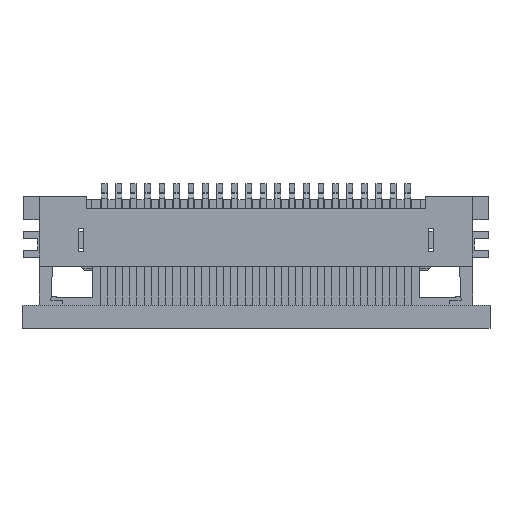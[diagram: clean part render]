
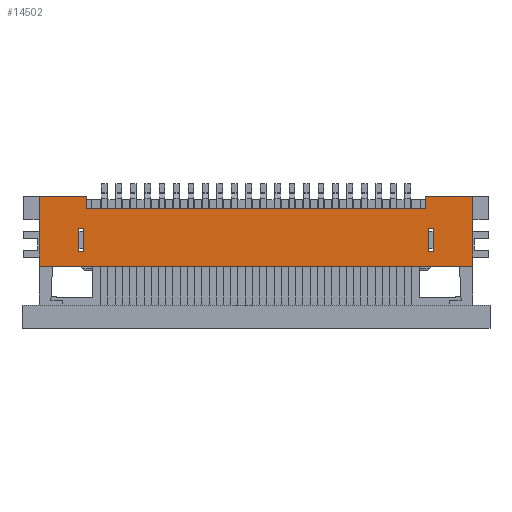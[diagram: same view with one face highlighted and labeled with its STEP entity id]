
A CAD part, top view. The second image highlights one B-rep face of the part: STEP entity #14502.
In plain terms, the highlighted planar face has unit normal (0, 0, 1).
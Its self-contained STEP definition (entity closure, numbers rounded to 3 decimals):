
#32 = VERTEX_POINT('',#33);
#33 = CARTESIAN_POINT('',(-5.87,-0.25,1.2));
#39 = EDGE_CURVE('',#32,#40,#42,.T.);
#40 = VERTEX_POINT('',#41);
#41 = CARTESIAN_POINT('',(-7.5,-0.25,1.2));
#42 = LINE('',#43,#44);
#43 = CARTESIAN_POINT('',(-5.87,-0.25,1.2));
#44 = VECTOR('',#45,1.);
#45 = DIRECTION('',(-1.,0.,0.));
#170 = VERTEX_POINT('',#171);
#171 = CARTESIAN_POINT('',(7.5,-0.25,1.2));
#177 = EDGE_CURVE('',#170,#178,#180,.T.);
#178 = VERTEX_POINT('',#179);
#179 = CARTESIAN_POINT('',(5.87,-0.25,1.2));
#180 = LINE('',#181,#182);
#181 = CARTESIAN_POINT('',(7.5,-0.25,1.2));
#182 = VECTOR('',#183,1.);
#183 = DIRECTION('',(-1.,0.,0.));
#1500 = VERTEX_POINT('',#1501);
#1501 = CARTESIAN_POINT('',(-6.15,-2.15,1.2));
#1507 = EDGE_CURVE('',#1500,#1508,#1510,.T.);
#1508 = VERTEX_POINT('',#1509);
#1509 = CARTESIAN_POINT('',(-6.15,-1.35,1.2));
#1510 = LINE('',#1511,#1512);
#1511 = CARTESIAN_POINT('',(-6.15,-2.15,1.2));
#1512 = VECTOR('',#1513,1.);
#1513 = DIRECTION('',(0.,1.,0.));
#1620 = VERTEX_POINT('',#1621);
#1621 = CARTESIAN_POINT('',(-5.97,-1.35,1.2));
#1627 = EDGE_CURVE('',#1620,#1628,#1630,.T.);
#1628 = VERTEX_POINT('',#1629);
#1629 = CARTESIAN_POINT('',(-5.97,-2.15,1.2));
#1630 = LINE('',#1631,#1632);
#1631 = CARTESIAN_POINT('',(-5.97,-1.35,1.2));
#1632 = VECTOR('',#1633,1.);
#1633 = DIRECTION('',(0.,-1.,0.));
#4118 = VERTEX_POINT('',#4119);
#4119 = CARTESIAN_POINT('',(5.87,-0.65,1.2));
#4125 = EDGE_CURVE('',#4126,#4118,#4128,.T.);
#4126 = VERTEX_POINT('',#4127);
#4127 = CARTESIAN_POINT('',(-5.87,-0.65,1.2));
#4128 = LINE('',#4129,#4130);
#4129 = CARTESIAN_POINT('',(-5.87,-0.65,1.2));
#4130 = VECTOR('',#4131,1.);
#4131 = DIRECTION('',(1.,0.,0.));
#5377 = VERTEX_POINT('',#5378);
#5378 = CARTESIAN_POINT('',(-7.5,-2.65,1.2));
#5384 = EDGE_CURVE('',#5385,#5377,#5387,.T.);
#5385 = VERTEX_POINT('',#5386);
#5386 = CARTESIAN_POINT('',(7.5,-2.65,1.2));
#5387 = LINE('',#5388,#5389);
#5388 = CARTESIAN_POINT('',(7.5,-2.65,1.2));
#5389 = VECTOR('',#5390,1.);
#5390 = DIRECTION('',(-1.,0.,0.));
#14484 = EDGE_CURVE('',#178,#4118,#14485,.T.);
#14485 = LINE('',#14486,#14487);
#14486 = CARTESIAN_POINT('',(5.87,-0.25,1.2));
#14487 = VECTOR('',#14488,1.);
#14488 = DIRECTION('',(0.,-1.,0.));
#14502 = ADVANCED_FACE('',(#14503,#14528,#14562),#14578,.T.);
#14503 = FACE_BOUND('',#14504,.F.);
#14504 = EDGE_LOOP('',(#14505,#14506,#14507,#14513,#14514,#14520,#14521,
    #14527));
#14505 = ORIENTED_EDGE('',*,*,#14484,.F.);
#14506 = ORIENTED_EDGE('',*,*,#177,.F.);
#14507 = ORIENTED_EDGE('',*,*,#14508,.T.);
#14508 = EDGE_CURVE('',#170,#5385,#14509,.T.);
#14509 = LINE('',#14510,#14511);
#14510 = CARTESIAN_POINT('',(7.5,-0.25,1.2));
#14511 = VECTOR('',#14512,1.);
#14512 = DIRECTION('',(0.,-1.,0.));
#14513 = ORIENTED_EDGE('',*,*,#5384,.T.);
#14514 = ORIENTED_EDGE('',*,*,#14515,.F.);
#14515 = EDGE_CURVE('',#40,#5377,#14516,.T.);
#14516 = LINE('',#14517,#14518);
#14517 = CARTESIAN_POINT('',(-7.5,-0.25,1.2));
#14518 = VECTOR('',#14519,1.);
#14519 = DIRECTION('',(0.,-1.,0.));
#14520 = ORIENTED_EDGE('',*,*,#39,.F.);
#14521 = ORIENTED_EDGE('',*,*,#14522,.F.);
#14522 = EDGE_CURVE('',#4126,#32,#14523,.T.);
#14523 = LINE('',#14524,#14525);
#14524 = CARTESIAN_POINT('',(-5.87,-0.65,1.2));
#14525 = VECTOR('',#14526,1.);
#14526 = DIRECTION('',(0.,1.,0.));
#14527 = ORIENTED_EDGE('',*,*,#4125,.T.);
#14528 = FACE_BOUND('',#14529,.F.);
#14529 = EDGE_LOOP('',(#14530,#14540,#14548,#14556));
#14530 = ORIENTED_EDGE('',*,*,#14531,.F.);
#14531 = EDGE_CURVE('',#14532,#14534,#14536,.T.);
#14532 = VERTEX_POINT('',#14533);
#14533 = CARTESIAN_POINT('',(5.97,-2.15,1.2));
#14534 = VERTEX_POINT('',#14535);
#14535 = CARTESIAN_POINT('',(5.97,-1.35,1.2));
#14536 = LINE('',#14537,#14538);
#14537 = CARTESIAN_POINT('',(5.97,-2.15,1.2));
#14538 = VECTOR('',#14539,1.);
#14539 = DIRECTION('',(0.,1.,0.));
#14540 = ORIENTED_EDGE('',*,*,#14541,.F.);
#14541 = EDGE_CURVE('',#14542,#14532,#14544,.T.);
#14542 = VERTEX_POINT('',#14543);
#14543 = CARTESIAN_POINT('',(6.15,-2.15,1.2));
#14544 = LINE('',#14545,#14546);
#14545 = CARTESIAN_POINT('',(6.15,-2.15,1.2));
#14546 = VECTOR('',#14547,1.);
#14547 = DIRECTION('',(-1.,0.,0.));
#14548 = ORIENTED_EDGE('',*,*,#14549,.F.);
#14549 = EDGE_CURVE('',#14550,#14542,#14552,.T.);
#14550 = VERTEX_POINT('',#14551);
#14551 = CARTESIAN_POINT('',(6.15,-1.35,1.2));
#14552 = LINE('',#14553,#14554);
#14553 = CARTESIAN_POINT('',(6.15,-1.35,1.2));
#14554 = VECTOR('',#14555,1.);
#14555 = DIRECTION('',(0.,-1.,0.));
#14556 = ORIENTED_EDGE('',*,*,#14557,.F.);
#14557 = EDGE_CURVE('',#14534,#14550,#14558,.T.);
#14558 = LINE('',#14559,#14560);
#14559 = CARTESIAN_POINT('',(5.97,-1.35,1.2));
#14560 = VECTOR('',#14561,1.);
#14561 = DIRECTION('',(1.,0.,0.));
#14562 = FACE_BOUND('',#14563,.F.);
#14563 = EDGE_LOOP('',(#14564,#14570,#14571,#14577));
#14564 = ORIENTED_EDGE('',*,*,#14565,.F.);
#14565 = EDGE_CURVE('',#1628,#1500,#14566,.T.);
#14566 = LINE('',#14567,#14568);
#14567 = CARTESIAN_POINT('',(-5.97,-2.15,1.2));
#14568 = VECTOR('',#14569,1.);
#14569 = DIRECTION('',(-1.,0.,0.));
#14570 = ORIENTED_EDGE('',*,*,#1627,.F.);
#14571 = ORIENTED_EDGE('',*,*,#14572,.F.);
#14572 = EDGE_CURVE('',#1508,#1620,#14573,.T.);
#14573 = LINE('',#14574,#14575);
#14574 = CARTESIAN_POINT('',(-6.15,-1.35,1.2));
#14575 = VECTOR('',#14576,1.);
#14576 = DIRECTION('',(1.,0.,0.));
#14577 = ORIENTED_EDGE('',*,*,#1507,.F.);
#14578 = PLANE('',#14579);
#14579 = AXIS2_PLACEMENT_3D('',#14580,#14581,#14582);
#14580 = CARTESIAN_POINT('',(7.5,-0.25,1.2));
#14581 = DIRECTION('',(0.,0.,1.));
#14582 = DIRECTION('',(-1.,0.,0.));
